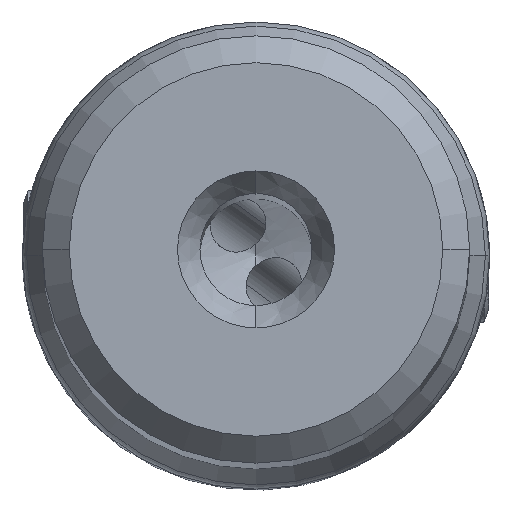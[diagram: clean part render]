
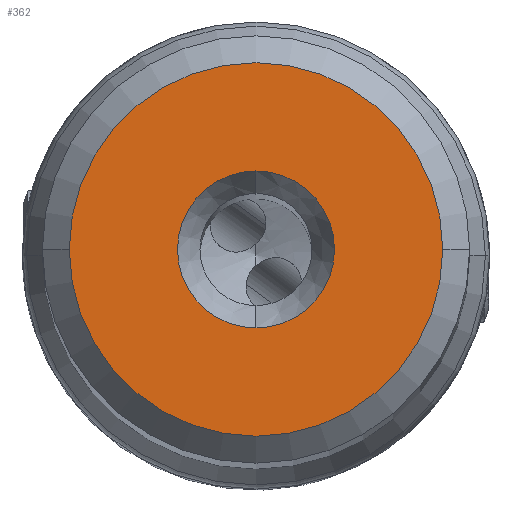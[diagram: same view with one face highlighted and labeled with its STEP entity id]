
A CAD part, top view. The second image highlights one B-rep face of the part: STEP entity #362.
In plain terms, the highlighted planar face has unit normal (0, 0, 1).
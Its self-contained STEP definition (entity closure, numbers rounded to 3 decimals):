
#119=FACE_BOUND('',#931,.T.);
#120=FACE_BOUND('',#932,.T.);
#208=PLANE('',#4573);
#362=ADVANCED_FACE('',(#119,#120),#208,.T.);
#931=EDGE_LOOP('',(#2548,#2549,#2550));
#932=EDGE_LOOP('',(#2551,#2552));
#1597=CIRCLE('',#4567,3.5);
#1598=CIRCLE('',#4569,8.325);
#1599=CIRCLE('',#4570,8.325);
#1600=CIRCLE('',#4571,8.325);
#1601=CIRCLE('',#4572,3.5);
#2548=ORIENTED_EDGE('',*,*,#3812,.F.);
#2549=ORIENTED_EDGE('',*,*,#3813,.F.);
#2550=ORIENTED_EDGE('',*,*,#3814,.F.);
#2551=ORIENTED_EDGE('',*,*,#3811,.F.);
#2552=ORIENTED_EDGE('',*,*,#3815,.F.);
#3253=VERTEX_POINT('',#9952);
#3254=VERTEX_POINT('',#9954);
#3255=VERTEX_POINT('',#9958);
#3256=VERTEX_POINT('',#9959);
#3257=VERTEX_POINT('',#9961);
#3811=EDGE_CURVE('',#3254,#3253,#1597,.T.);
#3812=EDGE_CURVE('',#3255,#3256,#1598,.T.);
#3813=EDGE_CURVE('',#3257,#3255,#1599,.T.);
#3814=EDGE_CURVE('',#3256,#3257,#1600,.T.);
#3815=EDGE_CURVE('',#3253,#3254,#1601,.T.);
#4567=AXIS2_PLACEMENT_3D('',#9955,#5479,#5480);
#4569=AXIS2_PLACEMENT_3D('',#9957,#5483,#5484);
#4570=AXIS2_PLACEMENT_3D('',#9960,#5485,#5486);
#4571=AXIS2_PLACEMENT_3D('',#9962,#5487,#5488);
#4572=AXIS2_PLACEMENT_3D('',#9963,#5489,#5490);
#4573=AXIS2_PLACEMENT_3D('',#9964,#5491,#5492);
#5479=DIRECTION('',(0.,0.,1.));
#5480=DIRECTION('',(0.,1.,0.));
#5483=DIRECTION('',(0.,0.,-1.));
#5484=DIRECTION('',(-1.,0.,0.));
#5485=DIRECTION('',(0.,0.,-1.));
#5486=DIRECTION('',(0.,-1.,0.));
#5487=DIRECTION('',(0.,0.,-1.));
#5488=DIRECTION('',(1.,0.,0.));
#5489=DIRECTION('',(0.,0.,1.));
#5490=DIRECTION('',(0.,-1.,0.));
#5491=DIRECTION('',(0.,0.,1.));
#5492=DIRECTION('',(-1.,0.,0.));
#9952=CARTESIAN_POINT('',(0.,-3.5,0.));
#9954=CARTESIAN_POINT('',(0.,3.5,0.));
#9955=CARTESIAN_POINT('',(0.,0.,0.));
#9957=CARTESIAN_POINT('',(0.,0.,0.));
#9958=CARTESIAN_POINT('',(-8.325,0.,0.));
#9959=CARTESIAN_POINT('',(8.325,0.,0.));
#9960=CARTESIAN_POINT('',(0.,0.,0.));
#9961=CARTESIAN_POINT('',(0.,-8.325,0.));
#9962=CARTESIAN_POINT('',(0.,0.,0.));
#9963=CARTESIAN_POINT('',(0.,0.,0.));
#9964=CARTESIAN_POINT('',(0.,0.,0.));
